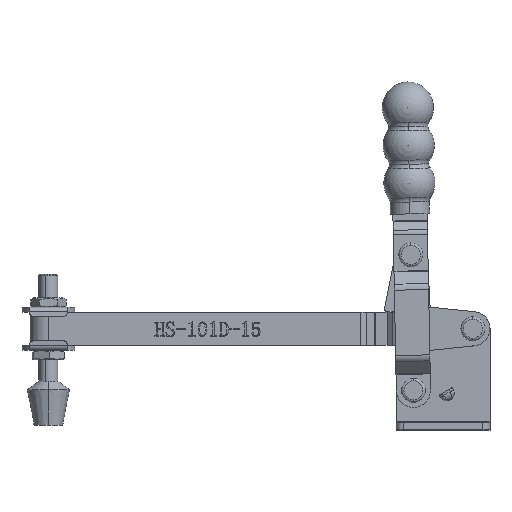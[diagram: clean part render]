
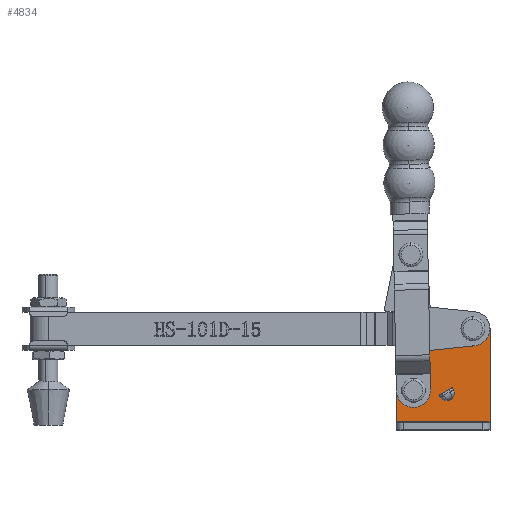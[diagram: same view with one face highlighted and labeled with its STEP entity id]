
A CAD part, top view. The second image highlights one B-rep face of the part: STEP entity #4834.
In plain terms, the highlighted planar face has unit normal (0, 0, 1).
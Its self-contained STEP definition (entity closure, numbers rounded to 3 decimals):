
#1427 = CARTESIAN_POINT ( 'NONE',  ( 22.84, 9.789, 3. ) ) ;
#1468 = CARTESIAN_POINT ( 'NONE',  ( 39.4, 0.5, 3. ) ) ;
#3881 = DIRECTION ( 'NONE',  ( -1., 0., 0. ) ) ;
#3882 = DIRECTION ( 'NONE',  ( 0., 0., -1. ) ) ;
#3883 = CARTESIAN_POINT ( 'NONE',  ( 21.146, 12.275, 3. ) ) ;
#3886 = DIRECTION ( 'NONE',  ( -1., 0., 0. ) ) ;
#3888 = DIRECTION ( 'NONE',  ( 0., 0., -1. ) ) ;
#3889 = CARTESIAN_POINT ( 'NONE',  ( 21.34, 12.387, 3. ) ) ;
#3890 = CARTESIAN_POINT ( 'NONE',  ( 20.048, 8.177, 3. ) ) ;
#3891 = DIRECTION ( 'NONE',  ( 0.866, 0.5, 0. ) ) ;
#3892 = DIRECTION ( 'NONE',  ( -0.5, 0.866, 0. ) ) ;
#3893 = DIRECTION ( 'NONE',  ( -0.866, -0.5, 0. ) ) ;
#3894 = DIRECTION ( 'NONE',  ( 1., 0., 0. ) ) ;
#3895 = DIRECTION ( 'NONE',  ( 0., 0., 1. ) ) ;
#3896 = CARTESIAN_POINT ( 'NONE',  ( 7.2, 13.692, 3. ) ) ;
#3897 = CARTESIAN_POINT ( 'NONE',  ( 18.048, 11.641, 3. ) ) ;
#3898 = CARTESIAN_POINT ( 'NONE',  ( 25.438, 11.289, 3. ) ) ;
#3899 = DIRECTION ( 'NONE',  ( 1., 0., 0. ) ) ;
#3900 = DIRECTION ( 'NONE',  ( 0., 0., 1. ) ) ;
#3901 = CARTESIAN_POINT ( 'NONE',  ( 32.2, 39.58, 3. ) ) ;
#3905 = DIRECTION ( 'NONE',  ( 0.5, -0.866, 0. ) ) ;
#3906 = CARTESIAN_POINT ( 'NONE',  ( 18.048, 11.641, 3. ) ) ;
#3907 = DIRECTION ( 'NONE',  ( -1., 0., 0. ) ) ;
#3908 = DIRECTION ( 'NONE',  ( 0., 0., 1. ) ) ;
#3909 = CARTESIAN_POINT ( 'NONE',  ( 7.2, 13.692, 3. ) ) ;
#3910 = DIRECTION ( 'NONE',  ( -1., 0., 0. ) ) ;
#3911 = DIRECTION ( 'NONE',  ( 0., 0., 1. ) ) ;
#3912 = CARTESIAN_POINT ( 'NONE',  ( 32.2, 39.58, 3. ) ) ;
#3913 = DIRECTION ( 'NONE',  ( 0., -1., 0. ) ) ;
#3917 = CARTESIAN_POINT ( 'NONE',  ( 0., 0., 3. ) ) ;
#3920 = CARTESIAN_POINT ( 'NONE',  ( 2.021, 18.693, 3. ) ) ;
#3921 = DIRECTION ( 'NONE',  ( 0., 1., 0. ) ) ;
#3922 = DIRECTION ( 'NONE',  ( -0.695, -0.719, 0. ) ) ;
#3923 = DIRECTION ( 'NONE',  ( -1., 0., 0. ) ) ;
#3928 = CARTESIAN_POINT ( 'NONE',  ( 39.4, 39.58, 3. ) ) ;
#3929 = CARTESIAN_POINT ( 'NONE',  ( 39.4, 0.5, 3. ) ) ;
#3930 = DIRECTION ( 'NONE',  ( 1., 0., 0. ) ) ;
#3931 = DIRECTION ( 'NONE',  ( 0., 0., 1. ) ) ;
#3932 = CARTESIAN_POINT ( 'NONE',  ( 32.2, 39.58, 3. ) ) ;
#3943 = DIRECTION ( 'NONE',  ( 1., 0., 0. ) ) ;
#3944 = DIRECTION ( 'NONE',  ( 0., 0., 1. ) ) ;
#3945 = CARTESIAN_POINT ( 'NONE',  ( 7.2, 13.692, 3. ) ) ;
#4466 = CARTESIAN_POINT ( 'NONE',  ( 23.938, 13.887, 3. ) ) ;
#4476 = CARTESIAN_POINT ( 'NONE',  ( 0., 13.692, 3. ) ) ;
#4493 = CARTESIAN_POINT ( 'NONE',  ( 39.4, 39.58, 3. ) ) ;
#4506 = CARTESIAN_POINT ( 'NONE',  ( 27.021, 44.582, 3. ) ) ;
#4507 = CARTESIAN_POINT ( 'NONE',  ( 35.4, 39.58, 3. ) ) ;
#4527 = CARTESIAN_POINT ( 'NONE',  ( 23.438, 14.753, 3. ) ) ;
#4537 = CARTESIAN_POINT ( 'NONE',  ( 22.646, 9.677, 3. ) ) ;
#4569 = CARTESIAN_POINT ( 'NONE',  ( 2.021, 18.693, 3. ) ) ;
#4570 = CARTESIAN_POINT ( 'NONE',  ( 4., 13.692, 3. ) ) ;
#4581 = CARTESIAN_POINT ( 'NONE',  ( 10.4, 13.692, 3. ) ) ;
#4623 = CARTESIAN_POINT ( 'NONE',  ( 18.048, 11.641, 3. ) ) ;
#4634 = CARTESIAN_POINT ( 'NONE',  ( 18.548, 10.775, 3. ) ) ;
#4635 = CARTESIAN_POINT ( 'NONE',  ( 0., 0.5, 3. ) ) ;
#4652 = CARTESIAN_POINT ( 'NONE',  ( 29., 39.58, 3. ) ) ;
#4834 = ADVANCED_FACE ( 'NONE', ( #14173, #14170, #14165, #14164 ), #24946, .F. ) ;
#5714 = VECTOR ( 'NONE', #3891, 1000. ) ;
#5716 = CIRCLE ( 'NONE', #27615, 3. ) ;
#5717 = VECTOR ( 'NONE', #3892, 1000. ) ;
#5718 = LINE ( 'NONE', #3890, #5714 ) ;
#5719 = VECTOR ( 'NONE', #3893, 1000. ) ;
#5720 = CIRCLE ( 'NONE', #27614, 3. ) ;
#5721 = VECTOR ( 'NONE', #3905, 1000. ) ;
#5722 = LINE ( 'NONE', #3898, #5717 ) ;
#5723 = LINE ( 'NONE', #3906, #5721 ) ;
#5724 = CIRCLE ( 'NONE', #27613, 3.2 ) ;
#5725 = VECTOR ( 'NONE', #3913, 1000. ) ;
#5726 = CIRCLE ( 'NONE', #27612, 3.2 ) ;
#5727 = LINE ( 'NONE', #3917, #5725 ) ;
#5728 = VECTOR ( 'NONE', #3922, 1000. ) ;
#5729 = CIRCLE ( 'NONE', #27611, 7.2 ) ;
#5730 = LINE ( 'NONE', #3920, #5728 ) ;
#5731 = VECTOR ( 'NONE', #3921, 1000. ) ;
#5732 = LINE ( 'NONE', #3897, #5719 ) ;
#5733 = VECTOR ( 'NONE', #3923, 1000. ) ;
#5734 = CIRCLE ( 'NONE', #27610, 7.2 ) ;
#5736 = LINE ( 'NONE', #3928, #5731 ) ;
#5737 = LINE ( 'NONE', #3929, #5733 ) ;
#5743 = CIRCLE ( 'NONE', #27608, 3.2 ) ;
#5749 = CIRCLE ( 'NONE', #27606, 3.2 ) ;
#14164 = FACE_BOUND ( 'NONE', #15261, .T. ) ;
#14165 = FACE_BOUND ( 'NONE', #15327, .T. ) ;
#14170 = FACE_BOUND ( 'NONE', #15323, .T. ) ;
#14173 = FACE_OUTER_BOUND ( 'NONE', #15453, .T. ) ;
#15261 = EDGE_LOOP ( 'NONE', ( #21576, #21574, #21571, #21569, #21567, #21565 ) ) ;
#15323 = EDGE_LOOP ( 'NONE', ( #21584, #21582 ) ) ;
#15327 = EDGE_LOOP ( 'NONE', ( #21580, #21578 ) ) ;
#15453 = EDGE_LOOP ( 'NONE', ( #21597, #21595, #21593, #21591, #21589, #21587 ) ) ;
#21565 = ORIENTED_EDGE ( 'NONE', *, *, #24327, .T. ) ;
#21567 = ORIENTED_EDGE ( 'NONE', *, *, #24324, .F. ) ;
#21569 = ORIENTED_EDGE ( 'NONE', *, *, #24322, .T. ) ;
#21571 = ORIENTED_EDGE ( 'NONE', *, *, #24320, .F. ) ;
#21574 = ORIENTED_EDGE ( 'NONE', *, *, #24317, .F. ) ;
#21576 = ORIENTED_EDGE ( 'NONE', *, *, #24315, .F. ) ;
#21578 = ORIENTED_EDGE ( 'NONE', *, *, #24313, .F. ) ;
#21580 = ORIENTED_EDGE ( 'NONE', *, *, #24289, .F. ) ;
#21582 = ORIENTED_EDGE ( 'NONE', *, *, #24311, .F. ) ;
#21584 = ORIENTED_EDGE ( 'NONE', *, *, #24293, .F. ) ;
#21587 = ORIENTED_EDGE ( 'NONE', *, *, #24309, .T. ) ;
#21589 = ORIENTED_EDGE ( 'NONE', *, *, #24307, .T. ) ;
#21591 = ORIENTED_EDGE ( 'NONE', *, *, #24304, .T. ) ;
#21593 = ORIENTED_EDGE ( 'NONE', *, *, #24302, .T. ) ;
#21595 = ORIENTED_EDGE ( 'NONE', *, *, #24300, .T. ) ;
#21597 = ORIENTED_EDGE ( 'NONE', *, *, #24299, .F. ) ;
#23138 = VERTEX_POINT ( 'NONE', #4652 ) ;
#23212 = VERTEX_POINT ( 'NONE', #4635 ) ;
#23254 = VERTEX_POINT ( 'NONE', #4634 ) ;
#23300 = VERTEX_POINT ( 'NONE', #4623 ) ;
#23460 = VERTEX_POINT ( 'NONE', #4581 ) ;
#23494 = VERTEX_POINT ( 'NONE', #4569 ) ;
#23524 = VERTEX_POINT ( 'NONE', #4570 ) ;
#23563 = VERTEX_POINT ( 'NONE', #4537 ) ;
#23571 = VERTEX_POINT ( 'NONE', #4527 ) ;
#23591 = VERTEX_POINT ( 'NONE', #4507 ) ;
#23593 = VERTEX_POINT ( 'NONE', #4506 ) ;
#23603 = VERTEX_POINT ( 'NONE', #4493 ) ;
#23628 = VERTEX_POINT ( 'NONE', #4476 ) ;
#23637 = VERTEX_POINT ( 'NONE', #4466 ) ;
#24289 = EDGE_CURVE ( 'NONE', #23524, #23460, #5749, .T. ) ;
#24293 = EDGE_CURVE ( 'NONE', #23138, #23591, #5743, .T. ) ;
#24299 = EDGE_CURVE ( 'NONE', #26213, #23212, #5737, .T. ) ;
#24300 = EDGE_CURVE ( 'NONE', #26213, #23603, #5736, .T. ) ;
#24302 = EDGE_CURVE ( 'NONE', #23603, #23593, #5734, .T. ) ;
#24304 = EDGE_CURVE ( 'NONE', #23593, #23494, #5730, .T. ) ;
#24307 = EDGE_CURVE ( 'NONE', #23494, #23628, #5729, .T. ) ;
#24309 = EDGE_CURVE ( 'NONE', #23628, #23212, #5727, .T. ) ;
#24311 = EDGE_CURVE ( 'NONE', #23591, #23138, #5726, .T. ) ;
#24313 = EDGE_CURVE ( 'NONE', #23460, #23524, #5724, .T. ) ;
#24315 = EDGE_CURVE ( 'NONE', #23300, #23254, #5723, .T. ) ;
#24317 = EDGE_CURVE ( 'NONE', #23571, #23300, #5732, .T. ) ;
#24320 = EDGE_CURVE ( 'NONE', #23637, #23571, #5722, .T. ) ;
#24322 = EDGE_CURVE ( 'NONE', #23637, #26111, #5720, .T. ) ;
#24324 = EDGE_CURVE ( 'NONE', #23563, #26111, #5718, .T. ) ;
#24327 = EDGE_CURVE ( 'NONE', #23563, #23254, #5716, .T. ) ;
#24935 = DIRECTION ( 'NONE',  ( 0., 0., -1. ) ) ;
#24946 = PLANE ( 'NONE',  #25609 ) ;
#24951 = DIRECTION ( 'NONE',  ( -1., 0., 0. ) ) ;
#24957 = CARTESIAN_POINT ( 'NONE',  ( 7.2, 13.692, 3. ) ) ;
#25609 = AXIS2_PLACEMENT_3D ( 'NONE', #24957, #24935, #24951 ) ;
#26111 = VERTEX_POINT ( 'NONE', #1427 ) ;
#26213 = VERTEX_POINT ( 'NONE', #1468 ) ;
#27606 = AXIS2_PLACEMENT_3D ( 'NONE', #3945, #3944, #3943 ) ;
#27608 = AXIS2_PLACEMENT_3D ( 'NONE', #3932, #3931, #3930 ) ;
#27610 = AXIS2_PLACEMENT_3D ( 'NONE', #3912, #3911, #3910 ) ;
#27611 = AXIS2_PLACEMENT_3D ( 'NONE', #3909, #3908, #3907 ) ;
#27612 = AXIS2_PLACEMENT_3D ( 'NONE', #3901, #3900, #3899 ) ;
#27613 = AXIS2_PLACEMENT_3D ( 'NONE', #3896, #3895, #3894 ) ;
#27614 = AXIS2_PLACEMENT_3D ( 'NONE', #3889, #3888, #3886 ) ;
#27615 = AXIS2_PLACEMENT_3D ( 'NONE', #3883, #3882, #3881 ) ;
